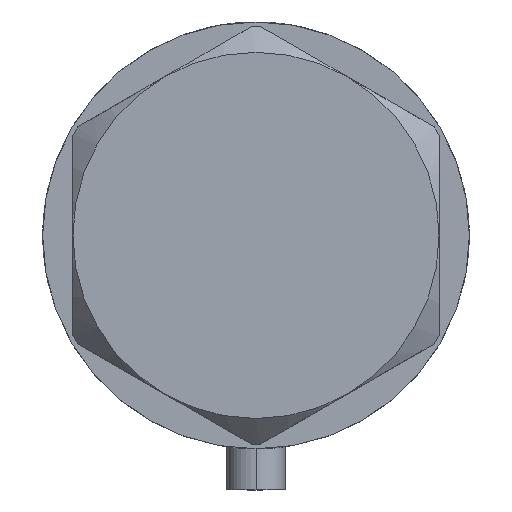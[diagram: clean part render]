
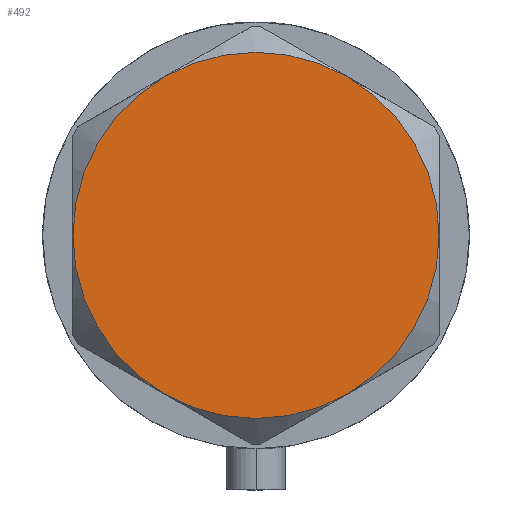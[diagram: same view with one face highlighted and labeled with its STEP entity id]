
A CAD part, left-side view. The second image highlights one B-rep face of the part: STEP entity #492.
In plain terms, the highlighted face is planar.
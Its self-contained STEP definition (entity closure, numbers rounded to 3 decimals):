
#17 = ORIENTED_EDGE ( 'NONE', *, *, #2616, .T. ) ;
#62 = CIRCLE ( 'NONE', #2291, 37.75 ) ;
#80 = CIRCLE ( 'NONE', #3258, 37.75 ) ;
#107 = VERTEX_POINT ( 'NONE', #3582 ) ;
#146 = DIRECTION ( 'NONE',  ( 0., 0., 1. ) ) ;
#176 = CARTESIAN_POINT ( 'NONE',  ( 0., 0., 13. ) ) ;
#196 = DIRECTION ( 'NONE',  ( 0., 0., 1. ) ) ;
#427 = DIRECTION ( 'NONE',  ( 0., 0., 1. ) ) ;
#478 = CARTESIAN_POINT ( 'NONE',  ( 18.875, 32.692, 13. ) ) ;
#492 = ADVANCED_FACE ( 'NONE', ( #1419 ), #3197, .T. ) ;
#515 = AXIS2_PLACEMENT_3D ( 'NONE', #1347, #641, #4163 ) ;
#641 = DIRECTION ( 'NONE',  ( 0., 0., 1. ) ) ;
#684 = EDGE_CURVE ( 'NONE', #3015, #3070, #62, .T. ) ;
#735 = CARTESIAN_POINT ( 'NONE',  ( 0., 0., 13. ) ) ;
#789 = DIRECTION ( 'NONE',  ( 1., 0., 0. ) ) ;
#820 = CARTESIAN_POINT ( 'NONE',  ( 0., 0., 13. ) ) ;
#848 = VERTEX_POINT ( 'NONE', #1410 ) ;
#882 = CIRCLE ( 'NONE', #4548, 37.75 ) ;
#936 = AXIS2_PLACEMENT_3D ( 'NONE', #735, #2838, #789 ) ;
#957 = CIRCLE ( 'NONE', #4117, 37.75 ) ;
#1003 = EDGE_LOOP ( 'NONE', ( #2859, #1971, #1766, #3907, #17, #4032 ) ) ;
#1249 = DIRECTION ( 'NONE',  ( 1., 0., 0. ) ) ;
#1258 = CIRCLE ( 'NONE', #515, 37.75 ) ;
#1347 = CARTESIAN_POINT ( 'NONE',  ( 0., 0., 13. ) ) ;
#1410 = CARTESIAN_POINT ( 'NONE',  ( 37.75, 0., 13. ) ) ;
#1419 = FACE_OUTER_BOUND ( 'NONE', #1003, .T. ) ;
#1552 = AXIS2_PLACEMENT_3D ( 'NONE', #176, #196, #1249 ) ;
#1766 = ORIENTED_EDGE ( 'NONE', *, *, #3900, .T. ) ;
#1802 = DIRECTION ( 'NONE',  ( 1., 0., 0. ) ) ;
#1891 = CARTESIAN_POINT ( 'NONE',  ( 0., 0., 13. ) ) ;
#1971 = ORIENTED_EDGE ( 'NONE', *, *, #2494, .T. ) ;
#1991 = EDGE_CURVE ( 'NONE', #107, #848, #882, .T. ) ;
#2171 = EDGE_CURVE ( 'NONE', #3914, #107, #1258, .T. ) ;
#2291 = AXIS2_PLACEMENT_3D ( 'NONE', #3189, #4233, #1802 ) ;
#2453 = CARTESIAN_POINT ( 'NONE',  ( -37.75, 0., 13. ) ) ;
#2494 = EDGE_CURVE ( 'NONE', #848, #3928, #3543, .T. ) ;
#2572 = CARTESIAN_POINT ( 'NONE',  ( -18.875, -32.692, 13. ) ) ;
#2616 = EDGE_CURVE ( 'NONE', #3070, #3914, #80, .T. ) ;
#2838 = DIRECTION ( 'NONE',  ( 0., 0., 1. ) ) ;
#2859 = ORIENTED_EDGE ( 'NONE', *, *, #1991, .T. ) ;
#2987 = DIRECTION ( 'NONE',  ( 0., 0., 1. ) ) ;
#3015 = VERTEX_POINT ( 'NONE', #4403 ) ;
#3070 = VERTEX_POINT ( 'NONE', #2453 ) ;
#3189 = CARTESIAN_POINT ( 'NONE',  ( 0., 0., 13. ) ) ;
#3197 = PLANE ( 'NONE',  #936 ) ;
#3258 = AXIS2_PLACEMENT_3D ( 'NONE', #4000, #2987, #4364 ) ;
#3305 = DIRECTION ( 'NONE',  ( 1., 0., 0. ) ) ;
#3543 = CIRCLE ( 'NONE', #1552, 37.75 ) ;
#3582 = CARTESIAN_POINT ( 'NONE',  ( 18.875, -32.692, 13. ) ) ;
#3900 = EDGE_CURVE ( 'NONE', #3928, #3015, #957, .T. ) ;
#3907 = ORIENTED_EDGE ( 'NONE', *, *, #684, .T. ) ;
#3914 = VERTEX_POINT ( 'NONE', #2572 ) ;
#3928 = VERTEX_POINT ( 'NONE', #478 ) ;
#3948 = DIRECTION ( 'NONE',  ( 1., 0., 0. ) ) ;
#4000 = CARTESIAN_POINT ( 'NONE',  ( 0., 0., 13. ) ) ;
#4032 = ORIENTED_EDGE ( 'NONE', *, *, #2171, .T. ) ;
#4117 = AXIS2_PLACEMENT_3D ( 'NONE', #820, #427, #3948 ) ;
#4163 = DIRECTION ( 'NONE',  ( 1., 0., 0. ) ) ;
#4233 = DIRECTION ( 'NONE',  ( 0., 0., 1. ) ) ;
#4364 = DIRECTION ( 'NONE',  ( 1., 0., 0. ) ) ;
#4403 = CARTESIAN_POINT ( 'NONE',  ( -18.875, 32.692, 13. ) ) ;
#4548 = AXIS2_PLACEMENT_3D ( 'NONE', #1891, #146, #3305 ) ;
